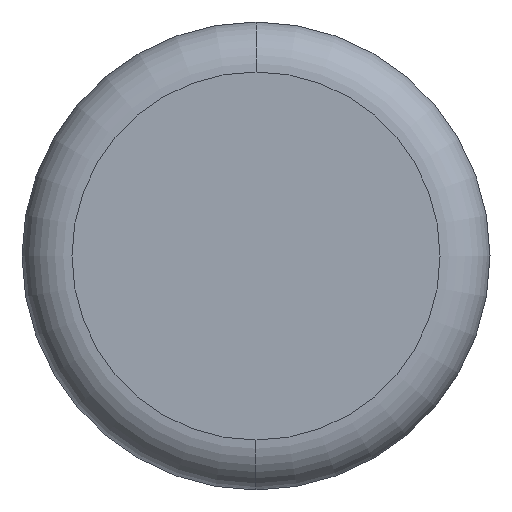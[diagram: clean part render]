
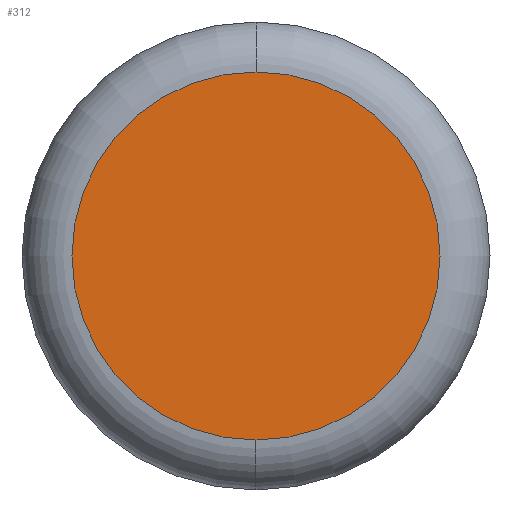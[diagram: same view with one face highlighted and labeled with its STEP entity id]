
A CAD part, front view. The second image highlights one B-rep face of the part: STEP entity #312.
In plain terms, the highlighted planar face has unit normal (0, -1, 0).
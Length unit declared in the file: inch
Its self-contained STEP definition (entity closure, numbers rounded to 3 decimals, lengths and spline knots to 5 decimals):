
#31 = DIRECTION ( 'NONE',  ( 0., -1., 0. ) ) ;
#69 = DIRECTION ( 'NONE',  ( 0., 0., -1. ) ) ;
#70 = CARTESIAN_POINT ( 'NONE',  ( 0., 0., 0. ) ) ;
#104 = DIRECTION ( 'NONE',  ( 0., -1., 0. ) ) ;
#129 = CARTESIAN_POINT ( 'NONE',  ( 0., 0., -0.1475 ) ) ;
#184 = CARTESIAN_POINT ( 'NONE',  ( 0., 0., 0. ) ) ;
#186 = FACE_OUTER_BOUND ( 'NONE', #409, .T. ) ;
#211 = AXIS2_PLACEMENT_3D ( 'NONE', #184, #104, #69 ) ;
#222 = CARTESIAN_POINT ( 'NONE',  ( 0., 0., 0.1475 ) ) ;
#246 = VERTEX_POINT ( 'NONE', #129 ) ;
#257 = CIRCLE ( 'NONE', #289, 0.1475 ) ;
#289 = AXIS2_PLACEMENT_3D ( 'NONE', #399, #441, #304 ) ;
#296 = CIRCLE ( 'NONE', #211, 0.1475 ) ;
#304 = DIRECTION ( 'NONE',  ( 0., 0., -1. ) ) ;
#312 = ADVANCED_FACE ( 'NONE', ( #186 ), #316, .T. ) ;
#316 = PLANE ( 'NONE',  #430 ) ;
#341 = EDGE_CURVE ( 'NONE', #366, #246, #257, .T. ) ;
#351 = DIRECTION ( 'NONE',  ( 0., 0., -1. ) ) ;
#366 = VERTEX_POINT ( 'NONE', #222 ) ;
#391 = EDGE_CURVE ( 'NONE', #246, #366, #296, .T. ) ;
#399 = CARTESIAN_POINT ( 'NONE',  ( 0., 0., 0. ) ) ;
#401 = ORIENTED_EDGE ( 'NONE', *, *, #391, .T. ) ;
#409 = EDGE_LOOP ( 'NONE', ( #401, #503 ) ) ;
#430 = AXIS2_PLACEMENT_3D ( 'NONE', #70, #31, #351 ) ;
#441 = DIRECTION ( 'NONE',  ( 0., -1., 0. ) ) ;
#503 = ORIENTED_EDGE ( 'NONE', *, *, #341, .T. ) ;
